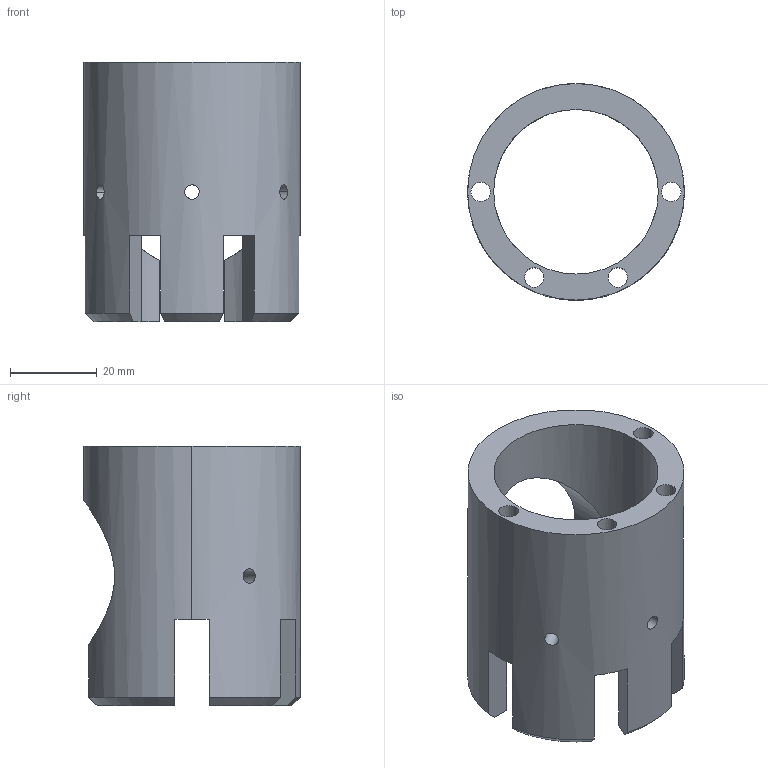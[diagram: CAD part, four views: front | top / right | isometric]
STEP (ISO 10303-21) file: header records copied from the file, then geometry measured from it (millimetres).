
FILE_DESCRIPTION (( 'STEP AP214' ), '1' );
FILE_NAME ('RICCI_USI_51_Aa.STEP', '2020-06-22T14:39:05', ( '' ), ( '' ), 'SwSTEP 2.0', 'SolidWorks 2020', '' );
FILE_SCHEMA (( 'AUTOMOTIVE_DESIGN' ));
Length unit declared in the file: millimetre
Products named in the file (1): RICCI_USI_51_Aa
Bounding box: 50 x 50 x 60 mm (x, y, z)
Volume: 35359.5 mm3; surface area: 18329.2 mm2
Topology: 1 solids, 1 shells, 45 faces, 132 edges, 88 vertices
Faces by surface type: cylinder 20, plane 20, cone 5
Entity records: 2149 total; most frequent: CARTESIAN_POINT 822, ORIENTED_EDGE 264, DIRECTION 245, EDGE_CURVE 132, AXIS2_PLACEMENT_3D 93, VERTEX_POINT 88, EDGE_LOOP 60, VECTOR 59
